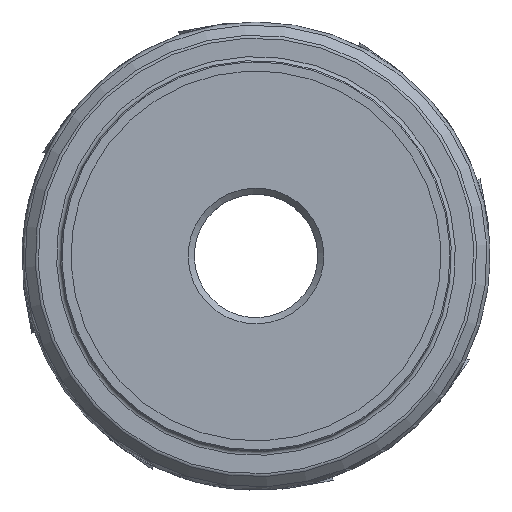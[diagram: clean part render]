
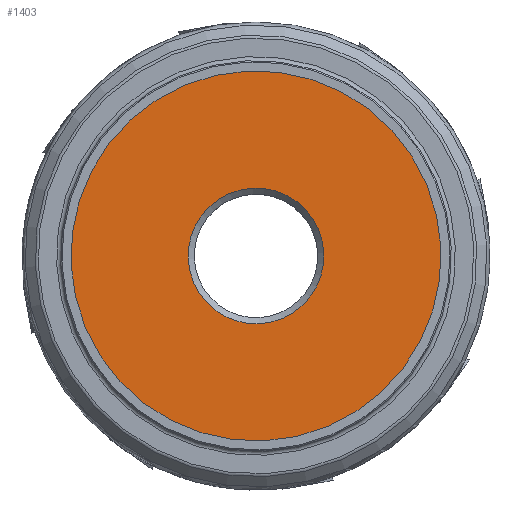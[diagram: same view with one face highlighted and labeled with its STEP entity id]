
A CAD part, top view. The second image highlights one B-rep face of the part: STEP entity #1403.
In plain terms, the highlighted planar face has unit normal (0, 0, 1).
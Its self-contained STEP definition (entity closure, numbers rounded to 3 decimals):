
#928=PLANE('',#4806);
#1403=ADVANCED_FACE('',(#1638,#1639),#928,.T.);
#1638=FACE_BOUND('',#1725,.T.);
#1639=FACE_BOUND('',#1726,.T.);
#1725=EDGE_LOOP('',(#2369));
#1726=EDGE_LOOP('',(#2370));
#2369=ORIENTED_EDGE('',*,*,#4031,.F.);
#2370=ORIENTED_EDGE('',*,*,#4030,.T.);
#3543=VERTEX_POINT('',#7278);
#3544=VERTEX_POINT('',#7281);
#4030=EDGE_CURVE('',#3543,#3543,#4492,.T.);
#4031=EDGE_CURVE('',#3544,#3544,#4493,.T.);
#4492=CIRCLE('',#4802,90.);
#4493=CIRCLE('',#4804,33.008);
#4802=AXIS2_PLACEMENT_3D('',#7277,#5326,#5327);
#4804=AXIS2_PLACEMENT_3D('',#7280,#5330,#5331);
#4806=AXIS2_PLACEMENT_3D('',#7283,#5334,#5335);
#5326=DIRECTION('',(0.,0.,1.));
#5327=DIRECTION('',(0.976,0.22,0.));
#5330=DIRECTION('',(0.,0.,1.));
#5331=DIRECTION('',(0.976,0.22,0.));
#5334=DIRECTION('',(0.,0.,1.));
#5335=DIRECTION('',(0.976,0.22,0.));
#7277=CARTESIAN_POINT('',(0.,0.,0.));
#7278=CARTESIAN_POINT('',(87.798,19.786,0.));
#7280=CARTESIAN_POINT('',(0.,0.,0.));
#7281=CARTESIAN_POINT('',(32.2,7.257,0.));
#7283=CARTESIAN_POINT('',(-95.,0.,0.));
